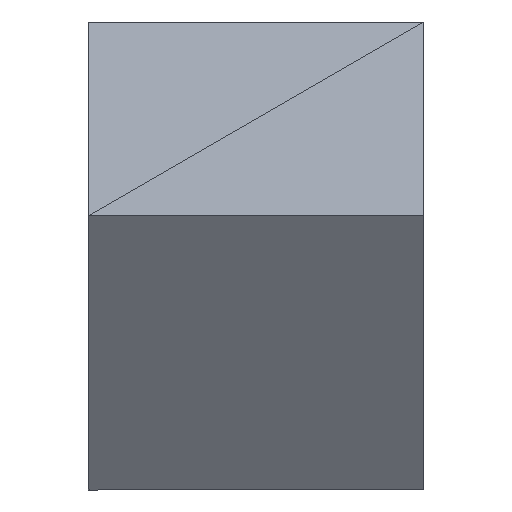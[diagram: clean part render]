
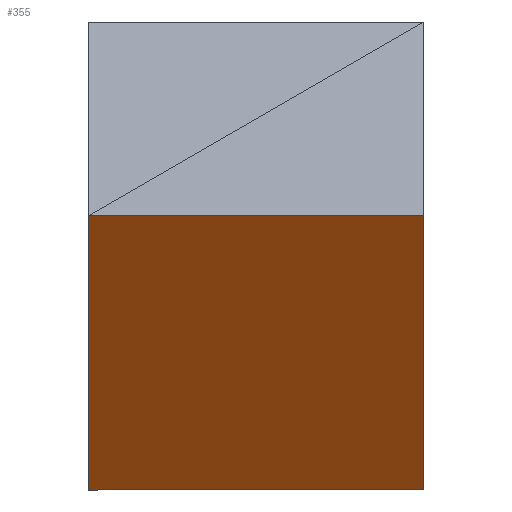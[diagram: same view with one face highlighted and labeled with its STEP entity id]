
A CAD part, isometric view. The second image highlights one B-rep face of the part: STEP entity #355.
In plain terms, the highlighted face is planar.
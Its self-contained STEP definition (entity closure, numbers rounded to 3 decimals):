
#4 = FACE_OUTER_BOUND ( 'NONE', #27, .T. ) ;
#11 = ORIENTED_EDGE ( 'NONE', *, *, #19, .F. ) ;
#19 = EDGE_CURVE ( 'NONE', #132, #193, #260, .T. ) ;
#20 = EDGE_CURVE ( 'NONE', #132, #124, #310, .T. ) ;
#27 = EDGE_LOOP ( 'NONE', ( #211, #273, #11, #68 ) ) ;
#48 = DIRECTION ( 'NONE',  ( -0.707, -0.707, 0. ) ) ;
#64 = VECTOR ( 'NONE', #295, 1000. ) ;
#67 = LINE ( 'NONE', #353, #77 ) ;
#68 = ORIENTED_EDGE ( 'NONE', *, *, #20, .T. ) ;
#71 = CARTESIAN_POINT ( 'NONE',  ( 0., 8.839, 6.25 ) ) ;
#77 = VECTOR ( 'NONE', #237, 1000. ) ;
#119 = DIRECTION ( 'NONE',  ( -0.707, 0.707, 0. ) ) ;
#124 = VERTEX_POINT ( 'NONE', #316 ) ;
#125 = CARTESIAN_POINT ( 'NONE',  ( 8.839, 0., -6.25 ) ) ;
#127 = PLANE ( 'NONE',  #130 ) ;
#129 = CARTESIAN_POINT ( 'NONE',  ( 8.839, 0., 6.25 ) ) ;
#130 = AXIS2_PLACEMENT_3D ( 'NONE', #129, #48, #180 ) ;
#132 = VERTEX_POINT ( 'NONE', #232 ) ;
#151 = CARTESIAN_POINT ( 'NONE',  ( 8.839, 0., 6.25 ) ) ;
#163 = VECTOR ( 'NONE', #347, 1000. ) ;
#180 = DIRECTION ( 'NONE',  ( 0.707, -0.707, 0. ) ) ;
#191 = VECTOR ( 'NONE', #119, 1000. ) ;
#193 = VERTEX_POINT ( 'NONE', #71 ) ;
#211 = ORIENTED_EDGE ( 'NONE', *, *, #229, .T. ) ;
#229 = EDGE_CURVE ( 'NONE', #124, #329, #230, .T. ) ;
#230 = LINE ( 'NONE', #125, #163 ) ;
#232 = CARTESIAN_POINT ( 'NONE',  ( 8.839, 0., 6.25 ) ) ;
#237 = DIRECTION ( 'NONE',  ( 0., 0., -1. ) ) ;
#260 = LINE ( 'NONE', #151, #191 ) ;
#265 = CARTESIAN_POINT ( 'NONE',  ( 8.839, 0., 6.25 ) ) ;
#273 = ORIENTED_EDGE ( 'NONE', *, *, #348, .F. ) ;
#295 = DIRECTION ( 'NONE',  ( 0., 0., -1. ) ) ;
#310 = LINE ( 'NONE', #265, #64 ) ;
#313 = CARTESIAN_POINT ( 'NONE',  ( 0., 8.839, -6.25 ) ) ;
#316 = CARTESIAN_POINT ( 'NONE',  ( 8.839, 0., -6.25 ) ) ;
#329 = VERTEX_POINT ( 'NONE', #313 ) ;
#347 = DIRECTION ( 'NONE',  ( -0.707, 0.707, 0. ) ) ;
#348 = EDGE_CURVE ( 'NONE', #193, #329, #67, .T. ) ;
#353 = CARTESIAN_POINT ( 'NONE',  ( 0., 8.839, 6.25 ) ) ;
#355 = ADVANCED_FACE ( 'NONE', ( #4 ), #127, .F. ) ;
